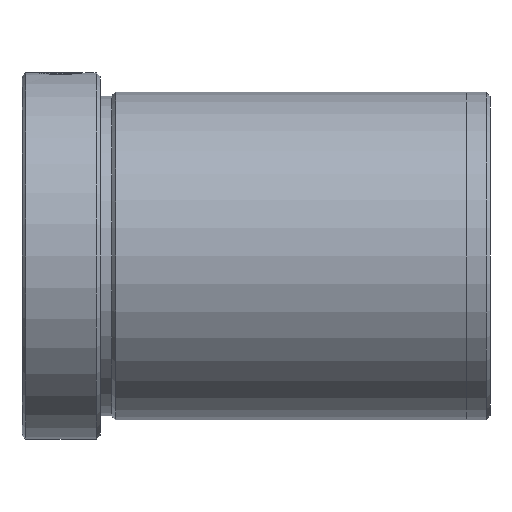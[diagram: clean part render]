
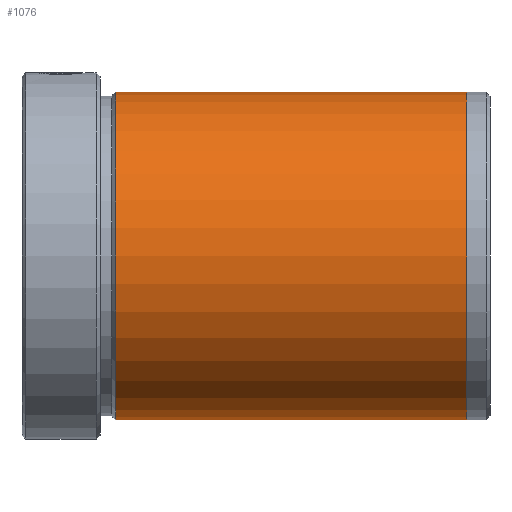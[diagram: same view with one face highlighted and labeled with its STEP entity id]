
A CAD part, left-side view. The second image highlights one B-rep face of the part: STEP entity #1076.
In plain terms, the highlighted cylindrical face has radius 21 mm (diameter 42 mm), a partial arc.
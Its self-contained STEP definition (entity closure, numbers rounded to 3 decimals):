
#10 = DIRECTION ( 'NONE',  ( 0., 0., 1. ) ) ;
#17 = VERTEX_POINT ( 'NONE', #1191 ) ;
#25 = LINE ( 'NONE', #452, #1441 ) ;
#47 = CARTESIAN_POINT ( 'NONE',  ( 0., -57., -21. ) ) ;
#143 = CARTESIAN_POINT ( 'NONE',  ( 0., -57., 0. ) ) ;
#146 = VERTEX_POINT ( 'NONE', #679 ) ;
#158 = CYLINDRICAL_SURFACE ( 'NONE', #1127, 21. ) ;
#282 = DIRECTION ( 'NONE',  ( 0., 0., -1. ) ) ;
#312 = ORIENTED_EDGE ( 'NONE', *, *, #962, .F. ) ;
#321 = ORIENTED_EDGE ( 'NONE', *, *, #926, .T. ) ;
#343 = LINE ( 'NONE', #819, #757 ) ;
#452 = CARTESIAN_POINT ( 'NONE',  ( 0., 0., -21. ) ) ;
#543 = FACE_OUTER_BOUND ( 'NONE', #1576, .T. ) ;
#677 = CARTESIAN_POINT ( 'NONE',  ( 0., -57., 21. ) ) ;
#679 = CARTESIAN_POINT ( 'NONE',  ( 0., -12., -21. ) ) ;
#684 = VERTEX_POINT ( 'NONE', #677 ) ;
#727 = DIRECTION ( 'NONE',  ( 0., 1., 0. ) ) ;
#757 = VECTOR ( 'NONE', #1775, 1000. ) ;
#814 = DIRECTION ( 'NONE',  ( 0., 1., 0. ) ) ;
#819 = CARTESIAN_POINT ( 'NONE',  ( 0., 0., 21. ) ) ;
#835 = DIRECTION ( 'NONE',  ( 0., 1., 0. ) ) ;
#905 = EDGE_CURVE ( 'NONE', #1125, #146, #25, .T. ) ;
#926 = EDGE_CURVE ( 'NONE', #684, #17, #343, .T. ) ;
#962 = EDGE_CURVE ( 'NONE', #684, #1125, #991, .T. ) ;
#981 = EDGE_CURVE ( 'NONE', #146, #17, #1355, .T. ) ;
#984 = ORIENTED_EDGE ( 'NONE', *, *, #981, .F. ) ;
#991 = CIRCLE ( 'NONE', #1613, 21. ) ;
#1076 = ADVANCED_FACE ( 'NONE', ( #543 ), #158, .T. ) ;
#1100 = DIRECTION ( 'NONE',  ( 0., -1., 0. ) ) ;
#1125 = VERTEX_POINT ( 'NONE', #47 ) ;
#1127 = AXIS2_PLACEMENT_3D ( 'NONE', #1131, #727, #1410 ) ;
#1131 = CARTESIAN_POINT ( 'NONE',  ( 0., 0., 0. ) ) ;
#1191 = CARTESIAN_POINT ( 'NONE',  ( 0., -12., 21. ) ) ;
#1355 = CIRCLE ( 'NONE', #1525, 21. ) ;
#1410 = DIRECTION ( 'NONE',  ( 0., 0., 1. ) ) ;
#1441 = VECTOR ( 'NONE', #814, 1000. ) ;
#1525 = AXIS2_PLACEMENT_3D ( 'NONE', #1648, #835, #10 ) ;
#1576 = EDGE_LOOP ( 'NONE', ( #1621, #312, #321, #984 ) ) ;
#1613 = AXIS2_PLACEMENT_3D ( 'NONE', #143, #1100, #282 ) ;
#1621 = ORIENTED_EDGE ( 'NONE', *, *, #905, .F. ) ;
#1648 = CARTESIAN_POINT ( 'NONE',  ( 0., -12., 0. ) ) ;
#1775 = DIRECTION ( 'NONE',  ( 0., 1., 0. ) ) ;
